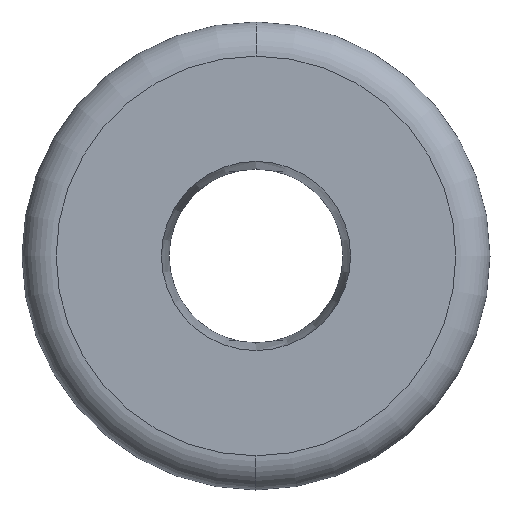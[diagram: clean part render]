
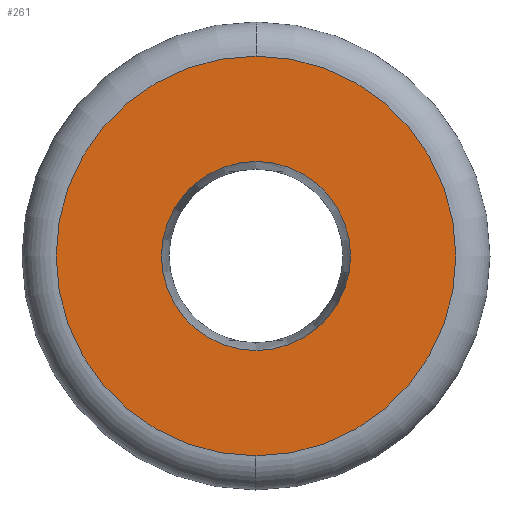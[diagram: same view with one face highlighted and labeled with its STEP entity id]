
A CAD part, left-side view. The second image highlights one B-rep face of the part: STEP entity #261.
In plain terms, the highlighted planar face has unit normal (-1, 0, 0).
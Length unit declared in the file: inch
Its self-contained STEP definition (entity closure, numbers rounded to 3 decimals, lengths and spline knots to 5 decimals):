
#5 = FACE_BOUND ( 'NONE', #320, .T. ) ;
#35 = CIRCLE ( 'NONE', #98, 0.21985 ) ;
#49 = EDGE_CURVE ( 'NONE', #278, #83, #35, .T. ) ;
#53 = VERTEX_POINT ( 'NONE', #213 ) ;
#60 = EDGE_CURVE ( 'NONE', #53, #275, #69, .T. ) ;
#69 = CIRCLE ( 'NONE', #283, 0.104 ) ;
#83 = VERTEX_POINT ( 'NONE', #292 ) ;
#96 = EDGE_LOOP ( 'NONE', ( #434, #391 ) ) ;
#98 = AXIS2_PLACEMENT_3D ( 'NONE', #361, #125, #130 ) ;
#125 = DIRECTION ( 'NONE',  ( -1., 0., 0. ) ) ;
#127 = CARTESIAN_POINT ( 'NONE',  ( 0., 0., 0. ) ) ;
#130 = DIRECTION ( 'NONE',  ( 0., 0., 1. ) ) ;
#137 = AXIS2_PLACEMENT_3D ( 'NONE', #362, #478, #252 ) ;
#199 = ORIENTED_EDGE ( 'NONE', *, *, #60, .F. ) ;
#201 = DIRECTION ( 'NONE',  ( 0., 0., -1. ) ) ;
#204 = CARTESIAN_POINT ( 'NONE',  ( 0., 0., -0.21985 ) ) ;
#213 = CARTESIAN_POINT ( 'NONE',  ( 0., 0., -0.104 ) ) ;
#230 = PLANE ( 'NONE',  #236 ) ;
#236 = AXIS2_PLACEMENT_3D ( 'NONE', #312, #473, #201 ) ;
#252 = DIRECTION ( 'NONE',  ( 0., 0., 1. ) ) ;
#261 = ADVANCED_FACE ( 'NONE', ( #5, #392 ), #230, .F. ) ;
#275 = VERTEX_POINT ( 'NONE', #445 ) ;
#278 = VERTEX_POINT ( 'NONE', #204 ) ;
#283 = AXIS2_PLACEMENT_3D ( 'NONE', #127, #288, #409 ) ;
#287 = DIRECTION ( 'NONE',  ( 0., 0., 1. ) ) ;
#288 = DIRECTION ( 'NONE',  ( -1., 0., 0. ) ) ;
#292 = CARTESIAN_POINT ( 'NONE',  ( 0., 0., 0.21985 ) ) ;
#298 = ORIENTED_EDGE ( 'NONE', *, *, #331, .F. ) ;
#312 = CARTESIAN_POINT ( 'NONE',  ( 0., 0.21985, 0. ) ) ;
#320 = EDGE_LOOP ( 'NONE', ( #298, #199 ) ) ;
#326 = AXIS2_PLACEMENT_3D ( 'NONE', #329, #367, #287 ) ;
#329 = CARTESIAN_POINT ( 'NONE',  ( 0., 0., 0. ) ) ;
#331 = EDGE_CURVE ( 'NONE', #275, #53, #346, .T. ) ;
#346 = CIRCLE ( 'NONE', #326, 0.104 ) ;
#361 = CARTESIAN_POINT ( 'NONE',  ( 0., 0., 0. ) ) ;
#362 = CARTESIAN_POINT ( 'NONE',  ( 0., 0., 0. ) ) ;
#367 = DIRECTION ( 'NONE',  ( -1., 0., 0. ) ) ;
#391 = ORIENTED_EDGE ( 'NONE', *, *, #49, .T. ) ;
#392 = FACE_OUTER_BOUND ( 'NONE', #96, .T. ) ;
#409 = DIRECTION ( 'NONE',  ( 0., 0., 1. ) ) ;
#413 = CIRCLE ( 'NONE', #137, 0.21985 ) ;
#417 = EDGE_CURVE ( 'NONE', #83, #278, #413, .T. ) ;
#434 = ORIENTED_EDGE ( 'NONE', *, *, #417, .T. ) ;
#445 = CARTESIAN_POINT ( 'NONE',  ( 0., 0., 0.104 ) ) ;
#473 = DIRECTION ( 'NONE',  ( 1., 0., 0. ) ) ;
#478 = DIRECTION ( 'NONE',  ( -1., 0., 0. ) ) ;
